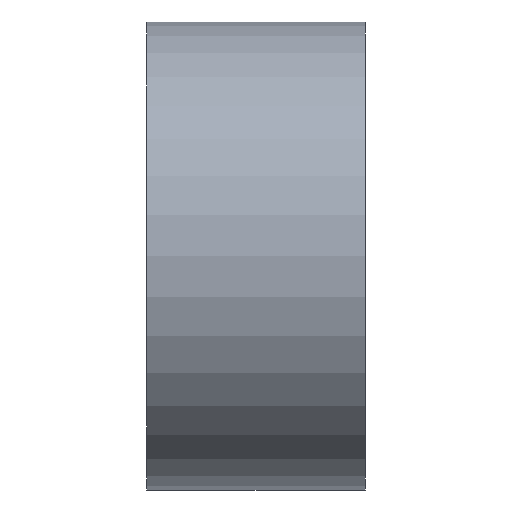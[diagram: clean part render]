
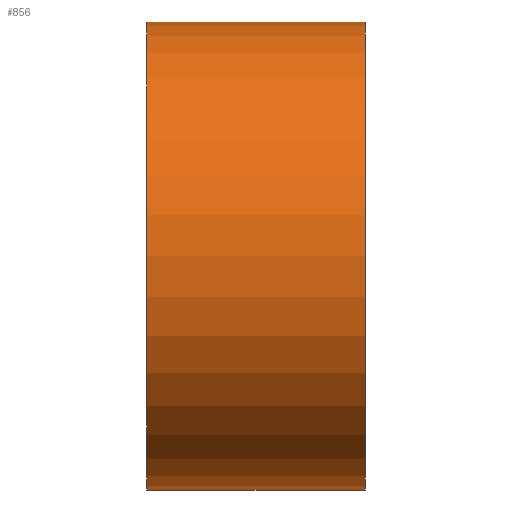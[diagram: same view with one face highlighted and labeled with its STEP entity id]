
A CAD part, front view. The second image highlights one B-rep face of the part: STEP entity #856.
In plain terms, the highlighted cylindrical face has radius 96.5 mm (diameter 193 mm), a full revolution.
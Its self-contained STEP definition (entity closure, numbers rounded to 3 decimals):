
#810=CARTESIAN_POINT('',(-45.0,96.5,0.0));
#811=VERTEX_POINT('',#810);
#812=CARTESIAN_POINT('',(-45.0,0.0,0.0));
#813=DIRECTION('',(1.0,0.0,0.0));
#814=DIRECTION('',(0.0,1.0,0.0));
#815=AXIS2_PLACEMENT_3D('',#812,#813,#814);
#816=CIRCLE('',#815,96.5);
#817=EDGE_CURVE('',#811,#811,#816,.T.);
#837=CARTESIAN_POINT('',(0.0,0.0,0.0));
#838=DIRECTION('',(1.0,0.0,0.0));
#839=DIRECTION('',(0.0,1.0,0.0));
#840=AXIS2_PLACEMENT_3D('',#837,#838,#839);
#841=CYLINDRICAL_SURFACE('',#840,96.5);
#842=CARTESIAN_POINT('',(45.0,96.5,0.0));
#843=VERTEX_POINT('',#842);
#844=CARTESIAN_POINT('',(45.0,0.0,0.0));
#845=DIRECTION('',(1.0,0.0,0.0));
#846=DIRECTION('',(0.0,1.0,0.0));
#847=AXIS2_PLACEMENT_3D('',#844,#845,#846);
#848=CIRCLE('',#847,96.5);
#849=EDGE_CURVE('',#843,#843,#848,.T.);
#850=ORIENTED_EDGE('',*,*,#849,.F.);
#851=EDGE_LOOP('',(#850));
#852=FACE_OUTER_BOUND('',#851,.T.);
#853=ORIENTED_EDGE('',*,*,#817,.T.);
#854=EDGE_LOOP('',(#853));
#855=FACE_BOUND('',#854,.T.);
#856=ADVANCED_FACE('',(#852,#855),#841,.T.);
